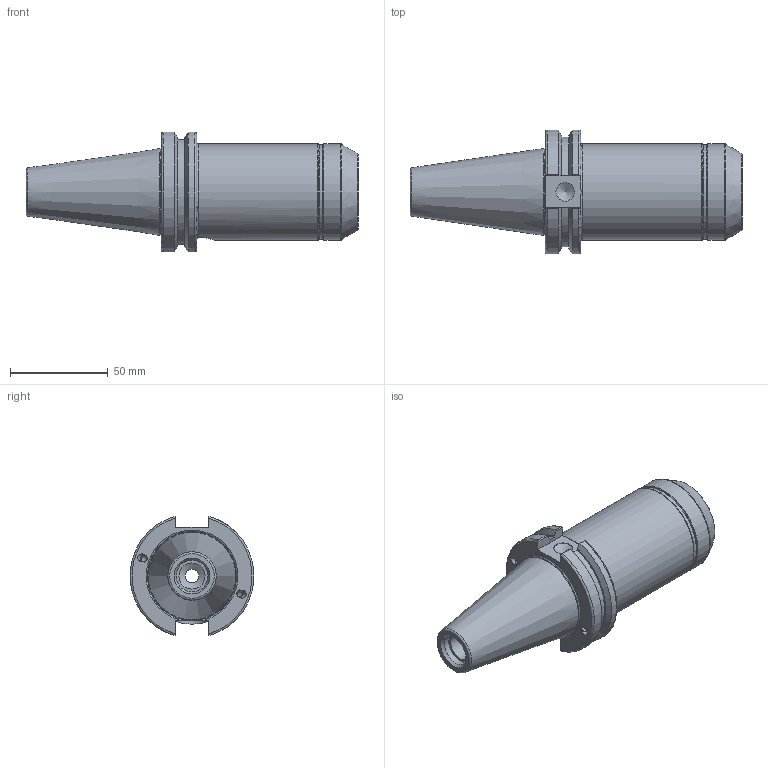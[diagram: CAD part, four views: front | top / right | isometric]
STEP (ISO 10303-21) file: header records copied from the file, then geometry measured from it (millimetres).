
FILE_DESCRIPTION(/* description */ (''),/* implementation_level */ '2;1');
FILE_NAME(/* name */ 'CCT40ADB-HC20P-101.6.stp',/* time_stamp */ '2021-06-28T08:28:16+09:00',/* author */ ('eos'),/* organization */ (''),/* preprocessor_version */ 'ST-DEVELOPER v18.1',/* originating_system */ 'Autodesk Inventor 2020',/* authorisation */ '');
FILE_SCHEMA (('AUTOMOTIVE_DESIGN { 1 0 10303 214 3 1 1 }'));
Length unit declared in the file: millimetre
Products named in the file (1): LO-CCT40ADB-HC20P-101.6
Bounding box: 169.85 x 63.26 x 61.09 mm (x, y, z)
Volume: 241158.9 mm3; surface area: 37159.7 mm2
Topology: 1 solids, 1 shells, 91 faces, 289 edges, 202 vertices
Faces by surface type: plane 31, cylinder 30, cone 16, torus 14
Full cylindrical faces by diameter (mm): 3.242 x8, 4 x4, 6.917 x1, 9.525 x1, 13.386 x1, 14 x1, 16.3 x1, 20 x1, 20.8 x1, 43.8 x1, 48.25 x1, 49.25 x2
Entity records: 3561 total; most frequent: CARTESIAN_POINT 880, DIRECTION 582, ORIENTED_EDGE 572, EDGE_CURVE 286, AXIS2_PLACEMENT_3D 250, VERTEX_POINT 202, CIRCLE 138, EDGE_LOOP 106
